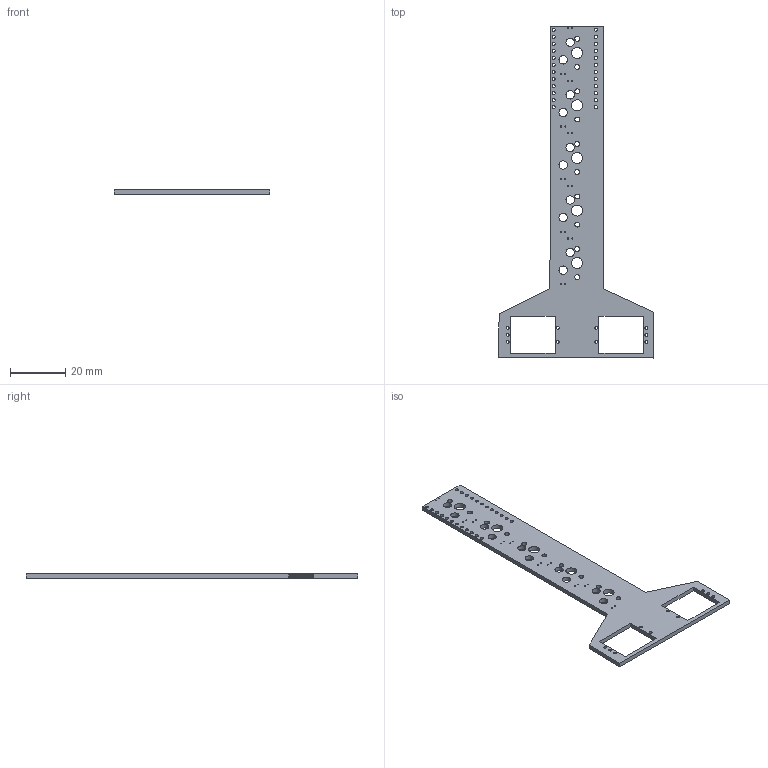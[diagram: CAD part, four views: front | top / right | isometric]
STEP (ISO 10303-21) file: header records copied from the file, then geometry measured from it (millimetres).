
FILE_DESCRIPTION(('FreeCAD Model'),'2;1');
FILE_NAME('The richard PCB.step','2021-06-10T13:45:30',('Author'),(''), 'Open CASCADE STEP processor 7.3','FreeCAD','Unknown');
FILE_SCHEMA(('AUTOMOTIVE_DESIGN { 1 0 10303 214 1 1 1 1 }'));
Length unit declared in the file: millimetre
Products named in the file (6): PR-PCB; Board_Geoms_413a; Local_CS_413a; Pcb_413a; PCB_Sketch_413a; Step_Models_413a
Assembly tree (5 placements, depth 3):
  PR-PCB
    Board_Geoms_413a
      Local_CS_413a
      Pcb_413a
      PCB_Sketch_413a
    Step_Models_413a
Bounding box: 56.15 x 120 x 1.6 mm (x, y, z)
Volume: 3901.9 mm3; surface area: 6170 mm2
Topology: 1 solids, 1 shells, 97 faces, 301 edges, 222 vertices
Faces by surface type: cylinder 79, plane 18
Full cylindrical faces by diameter (mm): 0.4 x20, 1 x10, 1.1 x24, 1.75 x10, 3 x10, 3.988 x5
Entity records: 3896 total; most frequent: DIRECTION 665, CARTESIAN_POINT 626, ORIENTED_EDGE 570, EDGE_CURVE 285, AXIS2_PLACEMENT_3D 261, FACE_BOUND 259, EDGE_LOOP 259, VERTEX_POINT 190
